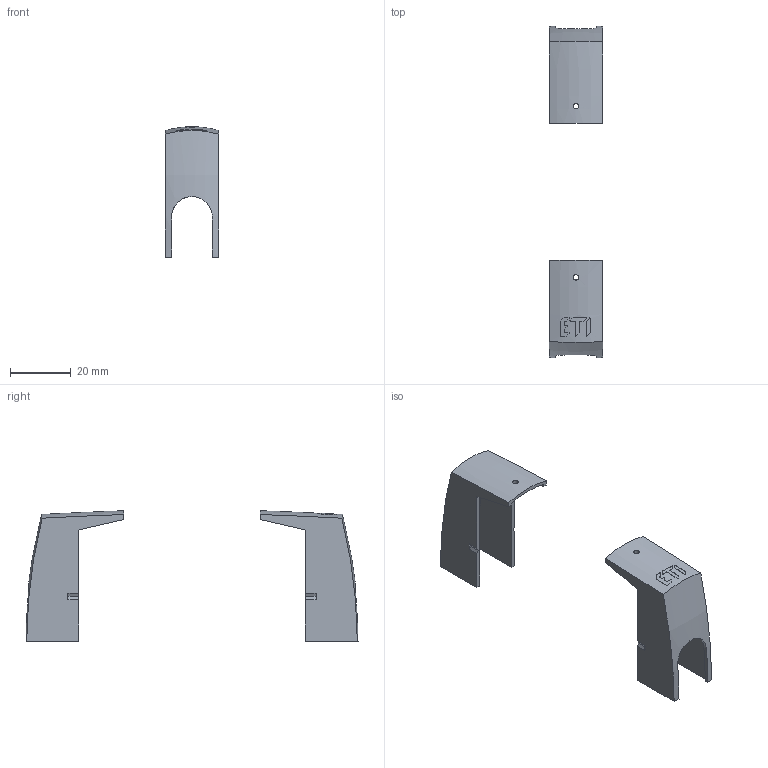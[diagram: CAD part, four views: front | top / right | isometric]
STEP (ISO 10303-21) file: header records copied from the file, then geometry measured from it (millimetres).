
FILE_DESCRIPTION((''),'2;1');
FILE_NAME('004661430_CLBS-TS80_1P_ASM','2021-10-25T',('marketing.praksa'),('Audax d.o.o.'),'CREO PARAMETRIC BY PTC INC, 2017480','CREO PARAMETRIC BY PTC INC, 2017480','');
FILE_SCHEMA(('AUTOMOTIVE_DESIGN { 1 0 10303 214 1 1 1 1 }'));
Length unit declared in the file: millimetre
Products named in the file (4): 22941009_02_1; PRT9562; 22941009_02_1_1; 004661430_CLBS-TS80_1P_ASM
Assembly tree (3 placements, depth 2):
  004661430_CLBS-TS80_1P_ASM
    22941009_02_1
    PRT9562
    22941009_02_1_1
Bounding box: 17.5 x 109.4 x 43.01 mm (x, y, z)
Volume: 5107.8 mm3; surface area: 9193.6 mm2
Topology: 5 solids, 5 shells, 157 faces, 466 edges, 322 vertices
Faces by surface type: plane 92, cylinder 57, torus 8
Entity records: 8571 total; most frequent: CARTESIAN_POINT 1727, ORIENTED_EDGE 932, DIRECTION 753, PRESENTATION_STYLE_ASSIGNMENT 628, STYLED_ITEM 628, CURVE_STYLE 466, EDGE_CURVE 466, VERTEX_POINT 322
